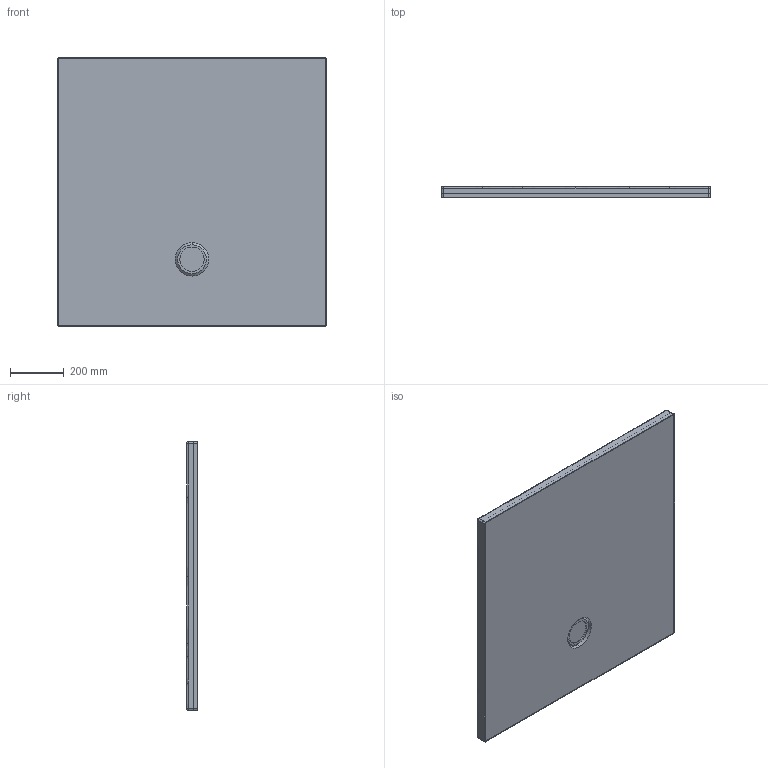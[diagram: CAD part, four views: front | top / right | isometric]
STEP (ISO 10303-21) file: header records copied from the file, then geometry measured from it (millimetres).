
FILE_DESCRIPTION((''),'2;1');
FILE_NAME('PLANEO100X100_22042019_ASM','2019-04-23T15:44:09',('grootj'),('Villeroy & Boch Wellness bv'),'CREO PARAMETRIC BY PTC INC, 2018020','CREO PARAMETRIC BY PTC INC, 2018020','');
FILE_SCHEMA(('CONFIG_CONTROL_DESIGN'));
Length unit declared in the file: millimetre
Products named in the file (4): COLMAR100X100_1-3DEGREE26072018; COVER-CLOSED07102016; PUR_PLANEO100X100_23042019; PLANEO100X100_22042019_ASM
Assembly tree (3 placements, depth 2):
  PLANEO100X100_22042019_ASM
    COLMAR100X100_1-3DEGREE26072018
    COVER-CLOSED07102016
    PUR_PLANEO100X100_23042019
Bounding box: 1000 x 39.98 x 1000 mm (x, y, z)
Volume: 18287684.8 mm3; surface area: 4332689 mm2
Topology: 3 solids, 3 shells, 314 faces, 724 edges, 420 vertices
Faces by surface type: bspline 228, cylinder 40, plane 30, torus 12, cone 4
Entity records: 20497 total; most frequent: CARTESIAN_POINT 14806, ORIENTED_EDGE 1448, EDGE_CURVE 724, DIRECTION 704, VERTEX_POINT 420, B_SPLINE_CURVE_WITH_KNOTS 394, EDGE_LOOP 322, FACE_OUTER_BOUND 314
